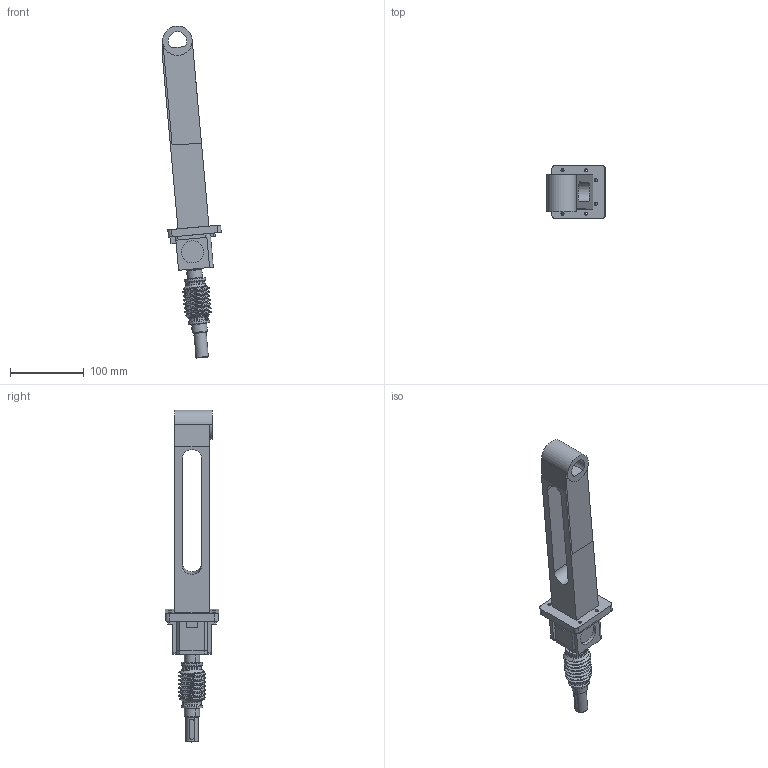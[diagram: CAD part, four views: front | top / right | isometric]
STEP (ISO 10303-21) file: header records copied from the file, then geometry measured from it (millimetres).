
FILE_DESCRIPTION((''),'2;1');
FILE_NAME('ELBOW_CLAW_2_ASM','2021-01-12T13:10:18',('TINH LE'),(''),'CREO PARAMETRIC BY PTC INC, 2020154','CREO PARAMETRIC BY PTC INC, 2020154','');
FILE_SCHEMA(('CONFIG_CONTROL_DESIGN'));
Length unit declared in the file: millimetre
Products named in the file (7): ELBOW_LENGTH_2; CLAW_MOTOR_ATTACH_3; NEMA_17_STEPPER_MOTOR_; SHOULDER_MOTOR_ATTACH; ZA_WORM_; WORM_ASSEMBLY_ASM; ELBOW_CLAW_2_ASM
Assembly tree (6 placements, depth 3):
  ELBOW_CLAW_2_ASM
    ELBOW_LENGTH_2
    CLAW_MOTOR_ATTACH_3
    WORM_ASSEMBLY_ASM
      NEMA_17_STEPPER_MOTOR_
      SHOULDER_MOTOR_ATTACH
      ZA_WORM_
Bounding box: 79.48 x 72 x 450.73 mm (x, y, z)
Volume: 540450.9 mm3; surface area: 119635.7 mm2
Topology: 5 solids, 5 shells, 259 faces, 665 edges, 424 vertices
Faces by surface type: cylinder 108, plane 79, bspline 42, cone 16, torus 14
Entity records: 13419 total; most frequent: CARTESIAN_POINT 7006, ORIENTED_EDGE 1330, DIRECTION 1256, EDGE_CURVE 665, AXIS2_PLACEMENT_3D 471, VERTEX_POINT 424, VECTOR 314, LINE 314
